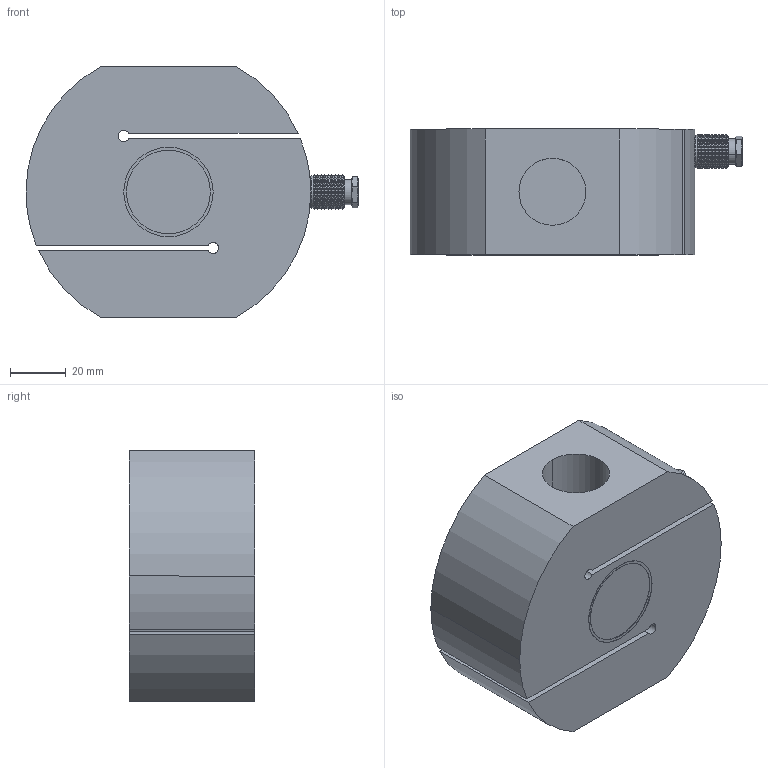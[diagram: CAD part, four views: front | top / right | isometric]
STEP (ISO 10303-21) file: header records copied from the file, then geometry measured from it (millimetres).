
FILE_DESCRIPTION(('STEP AP214'),'1');
FILE_NAME('CTOL 5000 kg.stp','2018-01-12T10:58:18',(' '),(' '),'Spatial InterOp 3D',' ',' ');
FILE_SCHEMA(('AUTOMOTIVE_DESIGN { 1 0 10303 214 1 1 1 1 }'));
Length unit declared in the file: metre
Products named in the file (3): CTOL 5000 kg; corpo; pressacavo ¼ GAS
Assembly tree (2 placements, depth 2):
  CTOL 5000 kg
    corpo
    pressacavo ¼ GAS
Bounding box: 118.88 x 45 x 90 mm (x, y, z)
Volume: 317622.3 mm3; surface area: 43879.8 mm2
Topology: 2 solids, 2 shells, 143 faces, 304 edges, 174 vertices
Faces by surface type: cone 56, torus 32, cylinder 30, plane 25
Entity records: 5089 total; most frequent: DIRECTION 754, CARTESIAN_POINT 696, ORIENTED_EDGE 608, AXIS2_PLACEMENT_3D 328, EDGE_CURVE 304, CIRCLE 182, VERTEX_POINT 174, EDGE_LOOP 156
